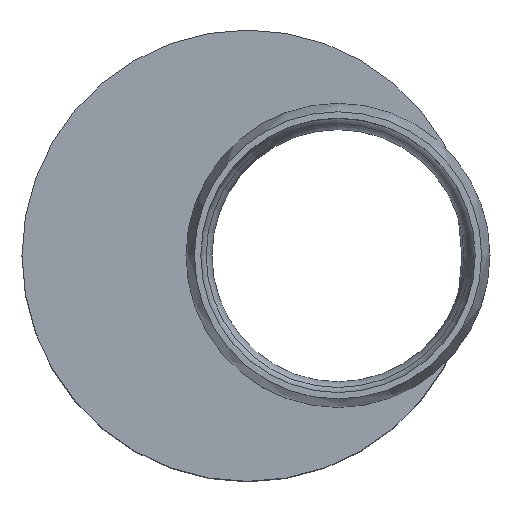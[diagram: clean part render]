
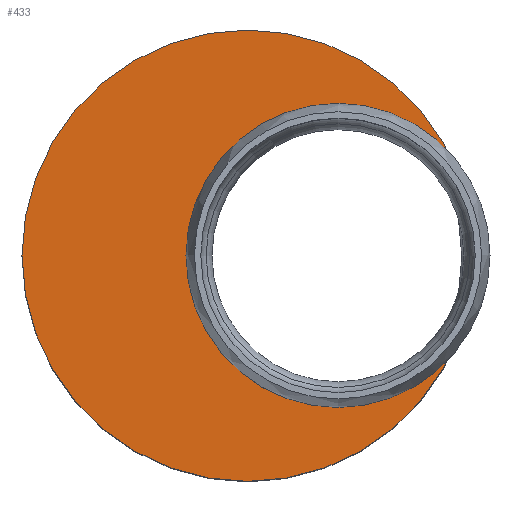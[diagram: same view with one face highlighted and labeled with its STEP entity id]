
A CAD part, top view. The second image highlights one B-rep face of the part: STEP entity #433.
In plain terms, the highlighted planar face has unit normal (0, 0, 1).
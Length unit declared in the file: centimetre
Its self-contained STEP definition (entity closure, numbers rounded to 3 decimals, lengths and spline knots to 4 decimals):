
#33=FACE_BOUND('',#94,.T.);
#39=PLANE('',#476);
#61=FACE_OUTER_BOUND('',#93,.T.);
#93=EDGE_LOOP('',(#325));
#94=EDGE_LOOP('',(#326));
#149=CIRCLE('',#471,35.5);
#150=CIRCLE('',#473,62.5);
#199=VERTEX_POINT('',#723);
#200=VERTEX_POINT('',#727);
#244=EDGE_CURVE('',#199,#199,#149,.T.);
#245=EDGE_CURVE('',#200,#200,#150,.T.);
#325=ORIENTED_EDGE('',*,*,#245,.T.);
#326=ORIENTED_EDGE('',*,*,#244,.T.);
#433=ADVANCED_FACE('',(#61,#33),#39,.T.);
#471=AXIS2_PLACEMENT_3D('',#725,#567,#568);
#473=AXIS2_PLACEMENT_3D('',#728,#571,#572);
#476=AXIS2_PLACEMENT_3D('',#733,#578,#579);
#567=DIRECTION('center_axis',(0.,0.,-1.));
#568=DIRECTION('ref_axis',(1.,0.,0.));
#571=DIRECTION('center_axis',(0.,0.,1.));
#572=DIRECTION('ref_axis',(1.,0.,0.));
#578=DIRECTION('center_axis',(0.,0.,1.));
#579=DIRECTION('ref_axis',(1.,0.,0.));
#723=CARTESIAN_POINT('',(-10.5,0.,92.));
#725=CARTESIAN_POINT('Origin',(25.,0.,92.));
#727=CARTESIAN_POINT('',(-62.5,0.,92.));
#728=CARTESIAN_POINT('Origin',(0.,0.,92.));
#733=CARTESIAN_POINT('Origin',(0.,0.,92.));
